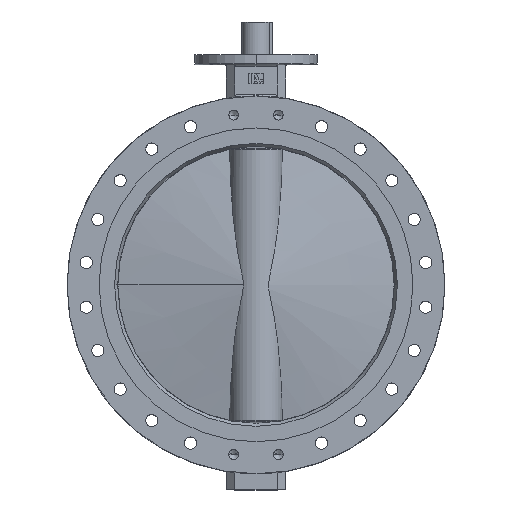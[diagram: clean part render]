
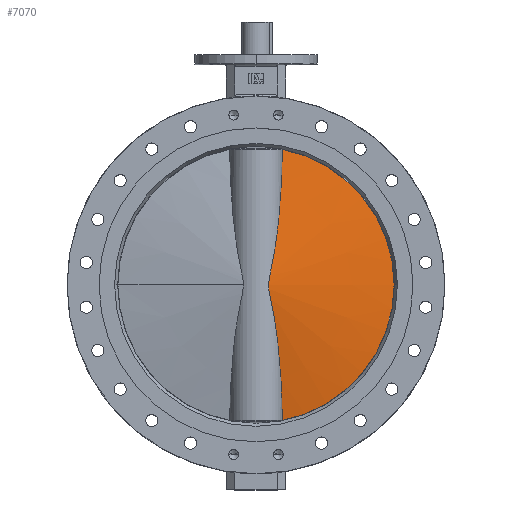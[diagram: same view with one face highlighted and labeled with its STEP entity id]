
A CAD part, top view. The second image highlights one B-rep face of the part: STEP entity #7070.
In plain terms, the highlighted conical face has half-angle 80.414 degrees and reference radius 340.463 mm.
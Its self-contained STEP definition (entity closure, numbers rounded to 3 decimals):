
#213 = CARTESIAN_POINT ( 'NONE',  ( -5.278, 332.565, 64.785 ) ) ;
#272 = CARTESIAN_POINT ( 'NONE',  ( -5.278, 0., 338.817 ) ) ;
#274 = CARTESIAN_POINT ( 'NONE',  ( -5.278, -332.565, 64.785 ) ) ;
#597 = ORIENTED_EDGE ( 'NONE', *, *, #2965, .F. ) ;
#598 = ORIENTED_EDGE ( 'NONE', *, *, #2937, .T. ) ;
#599 = ORIENTED_EDGE ( 'NONE', *, *, #2966, .T. ) ;
#1490 = B_SPLINE_CURVE_WITH_KNOTS ( 'NONE', 3,
 ( #8967, #8968, #8972, #8973, #8974, #8975, #8976, #8977, #8978, #8979, #8980, #8981, #8982, #8983, #8984, #8985, #8986, #8987, #8988, #8989, #8990, #8991, #8992, #8993, #8994, #8995, #8996, #8997, #8998, #8999, #9000, #9001, #9002, #9003, #9004, #9005, #9006, #9007, #9008, #9009, #9010, #9011, #9012, #9013, #9014, #9015, #9016, #9017, #9018, #9019, #9020, #9021, #9022, #9023, #9024, #9025, #9026, #9027, #9028, #9029, #9030, #9031, #9032, #9033, #9034, #9035, #9036, #9037 ),
 .UNSPECIFIED., .F., .F.,
 ( 4, 2, 2, 2, 2, 2, 2, 2, 2, 2, 2, 2, 2, 2, 2, 2, 2, 2, 2, 2, 2, 2, 2, 2, 2, 2, 2, 2, 2, 2, 2, 2, 2, 4 ),
 ( -0.305, -0.262, -0.22, -0.199, -0.178, -0.136, -0.094, -0.052, -0.031, -0.02, -0.01, 0.001, 0.011, 0.016, 0.022, 0.027, 0.032, 0.035, 0.038, 0.043, 0.048, 0.053, 0.064, 0.074, 0.085, 0.095, 0.116, 0.159, 0.201, 0.222, 0.243, 0.285, 0.327, 0.369 ),
 .UNSPECIFIED. ) ;
#2503 = CIRCLE ( 'NONE', #8515, 338.817 ) ;
#2536 = CIRCLE ( 'NONE', #8531, 338.817 ) ;
#2937 = EDGE_CURVE ( 'NONE', #4125, #4123, #2503, .T. ) ;
#2965 = EDGE_CURVE ( 'NONE', #4125, #4064, #1490, .T. ) ;
#2966 = EDGE_CURVE ( 'NONE', #4123, #4064, #2536, .T. ) ;
#4064 = VERTEX_POINT ( 'NONE', #213 ) ;
#4123 = VERTEX_POINT ( 'NONE', #272 ) ;
#4125 = VERTEX_POINT ( 'NONE', #274 ) ;
#4766 = FACE_OUTER_BOUND ( 'NONE', #6649, .T. ) ;
#4770 = CONICAL_SURFACE ( 'NONE', #5604, 340.463, 1.403 ) ;
#5377 = DIRECTION ( 'NONE',  ( 0., 0., -1. ) ) ;
#5378 = CARTESIAN_POINT ( 'NONE',  ( -5., 0., 0. ) ) ;
#5379 = DIRECTION ( 'NONE',  ( 1., 0., 0. ) ) ;
#5604 = AXIS2_PLACEMENT_3D ( 'NONE', #5378, #5379, #5377 ) ;
#6649 = EDGE_LOOP ( 'NONE', ( #597, #598, #599 ) ) ;
#7070 = ADVANCED_FACE ( 'NONE', ( #4766 ), #4770, .T. ) ;
#8515 = AXIS2_PLACEMENT_3D ( 'NONE', #8826, #8827, #8828 ) ;
#8531 = AXIS2_PLACEMENT_3D ( 'NONE', #9040, #9041, #9042 ) ;
#8826 = CARTESIAN_POINT ( 'NONE',  ( -5.278, 0., 0. ) ) ;
#8827 = DIRECTION ( 'NONE',  ( -1., 0., 0. ) ) ;
#8828 = DIRECTION ( 'NONE',  ( 0., 0., 1. ) ) ;
#8967 = CARTESIAN_POINT ( 'NONE',  ( -5.278, -332.565, 64.785 ) ) ;
#8968 = CARTESIAN_POINT ( 'NONE',  ( -7.584, -318.693, 64.598 ) ) ;
#8972 = CARTESIAN_POINT ( 'NONE',  ( -9.888, -304.825, 64.286 ) ) ;
#8973 = CARTESIAN_POINT ( 'NONE',  ( -14.495, -277.093, 63.407 ) ) ;
#8974 = CARTESIAN_POINT ( 'NONE',  ( -16.797, -263.231, 62.838 ) ) ;
#8975 = CARTESIAN_POINT ( 'NONE',  ( -20.247, -242.442, 61.778 ) ) ;
#8976 = CARTESIAN_POINT ( 'NONE',  ( -21.396, -235.513, 61.39 ) ) ;
#8977 = CARTESIAN_POINT ( 'NONE',  ( -23.693, -221.664, 60.54 ) ) ;
#8978 = CARTESIAN_POINT ( 'NONE',  ( -24.841, -214.744, 60.079 ) ) ;
#8979 = CARTESIAN_POINT ( 'NONE',  ( -28.278, -193.999, 58.58 ) ) ;
#8980 = CARTESIAN_POINT ( 'NONE',  ( -30.565, -180.187, 57.426 ) ) ;
#8981 = CARTESIAN_POINT ( 'NONE',  ( -35.123, -152.605, 54.757 ) ) ;
#8982 = CARTESIAN_POINT ( 'NONE',  ( -37.395, -138.836, 53.242 ) ) ;
#8983 = CARTESIAN_POINT ( 'NONE',  ( -41.911, -111.349, 49.765 ) ) ;
#8984 = CARTESIAN_POINT ( 'NONE',  ( -44.157, -97.631, 47.803 ) ) ;
#8985 = CARTESIAN_POINT ( 'NONE',  ( -47.477, -77.101, 44.424 ) ) ;
#8986 = CARTESIAN_POINT ( 'NONE',  ( -48.575, -70.266, 43.224 ) ) ;
#8987 = CARTESIAN_POINT ( 'NONE',  ( -50.197, -60.023, 41.304 ) ) ;
#8988 = CARTESIAN_POINT ( 'NONE',  ( -50.733, -56.611, 40.644 ) ) ;
#8989 = CARTESIAN_POINT ( 'NONE',  ( -51.792, -49.789, 39.285 ) ) ;
#8990 = CARTESIAN_POINT ( 'NONE',  ( -52.315, -46.379, 38.587 ) ) ;
#8991 = CARTESIAN_POINT ( 'NONE',  ( -53.338, -39.56, 37.159 ) ) ;
#8992 = CARTESIAN_POINT ( 'NONE',  ( -53.839, -36.15, 36.43 ) ) ;
#8993 = CARTESIAN_POINT ( 'NONE',  ( -54.8, -29.326, 34.967 ) ) ;
#8994 = CARTESIAN_POINT ( 'NONE',  ( -55.261, -25.912, 34.233 ) ) ;
#8995 = CARTESIAN_POINT ( 'NONE',  ( -55.89, -20.779, 33.188 ) ) ;
#8996 = CARTESIAN_POINT ( 'NONE',  ( -56.09, -19.066, 32.85 ) ) ;
#8997 = CARTESIAN_POINT ( 'NONE',  ( -56.457, -15.631, 32.213 ) ) ;
#8998 = CARTESIAN_POINT ( 'NONE',  ( -56.626, -13.909, 31.916 ) ) ;
#8999 = CARTESIAN_POINT ( 'NONE',  ( -56.918, -10.453, 31.391 ) ) ;
#9000 = CARTESIAN_POINT ( 'NONE',  ( -57.042, -8.717, 31.165 ) ) ;
#9001 = CARTESIAN_POINT ( 'NONE',  ( -57.228, -5.226, 30.823 ) ) ;
#9002 = CARTESIAN_POINT ( 'NONE',  ( -57.289, -3.47, 30.707 ) ) ;
#9003 = CARTESIAN_POINT ( 'NONE',  ( -57.326, -0.817, 30.639 ) ) ;
#9004 = CARTESIAN_POINT ( 'NONE',  ( -57.328, 0.071, 30.634 ) ) ;
#9005 = CARTESIAN_POINT ( 'NONE',  ( -57.315, 1.853, 30.66 ) ) ;
#9006 = CARTESIAN_POINT ( 'NONE',  ( -57.298, 2.749, 30.691 ) ) ;
#9007 = CARTESIAN_POINT ( 'NONE',  ( -57.22, 5.435, 30.836 ) ) ;
#9008 = CARTESIAN_POINT ( 'NONE',  ( -57.132, 7.21, 31. ) ) ;
#9009 = CARTESIAN_POINT ( 'NONE',  ( -56.898, 10.736, 31.427 ) ) ;
#9010 = CARTESIAN_POINT ( 'NONE',  ( -56.753, 12.488, 31.689 ) ) ;
#9011 = CARTESIAN_POINT ( 'NONE',  ( -56.423, 15.976, 32.272 ) ) ;
#9012 = CARTESIAN_POINT ( 'NONE',  ( -56.239, 17.712, 32.593 ) ) ;
#9013 = CARTESIAN_POINT ( 'NONE',  ( -55.646, 22.908, 33.602 ) ) ;
#9014 = CARTESIAN_POINT ( 'NONE',  ( -55.199, 26.355, 34.334 ) ) ;
#9015 = CARTESIAN_POINT ( 'NONE',  ( -54.257, 33.241, 35.804 ) ) ;
#9016 = CARTESIAN_POINT ( 'NONE',  ( -53.761, 36.679, 36.545 ) ) ;
#9017 = CARTESIAN_POINT ( 'NONE',  ( -52.743, 43.556, 38. ) ) ;
#9018 = CARTESIAN_POINT ( 'NONE',  ( -52.22, 46.994, 38.714 ) ) ;
#9019 = CARTESIAN_POINT ( 'NONE',  ( -51.16, 53.875, 40.105 ) ) ;
#9020 = CARTESIAN_POINT ( 'NONE',  ( -50.622, 57.317, 40.782 ) ) ;
#9021 = CARTESIAN_POINT ( 'NONE',  ( -48.993, 67.65, 42.75 ) ) ;
#9022 = CARTESIAN_POINT ( 'NONE',  ( -47.887, 74.548, 43.982 ) ) ;
#9023 = CARTESIAN_POINT ( 'NONE',  ( -44.542, 95.274, 47.448 ) ) ;
#9024 = CARTESIAN_POINT ( 'NONE',  ( -42.274, 109.132, 49.46 ) ) ;
#9025 = CARTESIAN_POINT ( 'NONE',  ( -37.711, 136.916, 53.021 ) ) ;
#9026 = CARTESIAN_POINT ( 'NONE',  ( -35.414, 150.841, 54.571 ) ) ;
#9027 = CARTESIAN_POINT ( 'NONE',  ( -31.956, 171.771, 56.618 ) ) ;
#9028 = CARTESIAN_POINT ( 'NONE',  ( -30.801, 178.751, 57.253 ) ) ;
#9029 = CARTESIAN_POINT ( 'NONE',  ( -28.49, 192.714, 58.438 ) ) ;
#9030 = CARTESIAN_POINT ( 'NONE',  ( -27.334, 199.697, 58.987 ) ) ;
#9031 = CARTESIAN_POINT ( 'NONE',  ( -23.862, 220.651, 60.515 ) ) ;
#9032 = CARTESIAN_POINT ( 'NONE',  ( -21.544, 234.627, 61.374 ) ) ;
#9033 = CARTESIAN_POINT ( 'NONE',  ( -16.903, 262.59, 62.811 ) ) ;
#9034 = CARTESIAN_POINT ( 'NONE',  ( -14.58, 276.578, 63.388 ) ) ;
#9035 = CARTESIAN_POINT ( 'NONE',  ( -9.932, 304.563, 64.28 ) ) ;
#9036 = CARTESIAN_POINT ( 'NONE',  ( -7.606, 318.562, 64.596 ) ) ;
#9037 = CARTESIAN_POINT ( 'NONE',  ( -5.278, 332.565, 64.785 ) ) ;
#9040 = CARTESIAN_POINT ( 'NONE',  ( -5.278, 0., 0. ) ) ;
#9041 = DIRECTION ( 'NONE',  ( -1., 0., 0. ) ) ;
#9042 = DIRECTION ( 'NONE',  ( 0., 0., 1. ) ) ;
